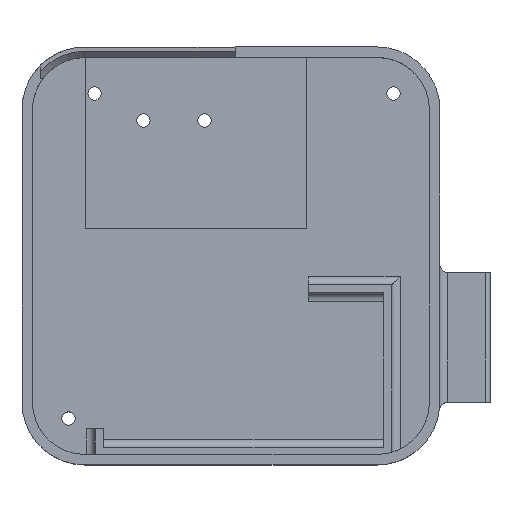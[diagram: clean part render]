
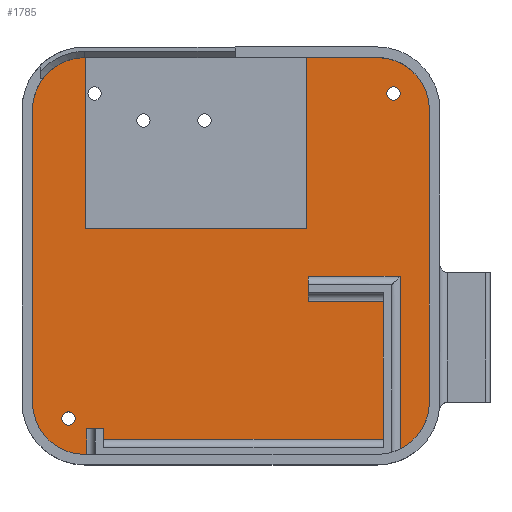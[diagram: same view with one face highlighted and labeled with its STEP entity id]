
A CAD part, top view. The second image highlights one B-rep face of the part: STEP entity #1785.
In plain terms, the highlighted planar face has unit normal (0, 0, 1).
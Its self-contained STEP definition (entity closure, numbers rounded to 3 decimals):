
#22=FACE_BOUND('',#237,.T.);
#23=FACE_BOUND('',#238,.T.);
#24=FACE_BOUND('',#239,.T.);
#138=FACE_OUTER_BOUND('',#236,.T.);
#236=EDGE_LOOP('',(#1457,#1458,#1459,#1460,#1461,#1462,#1463,#1464,#1465,
#1466,#1467,#1468,#1469,#1470,#1471,#1472,#1473));
#237=EDGE_LOOP('',(#1474,#1475,#1476,#1477));
#238=EDGE_LOOP('',(#1478));
#239=EDGE_LOOP('',(#1479));
#323=CIRCLE('',#1939,12.5);
#324=CIRCLE('',#1940,12.5);
#325=CIRCLE('',#1941,12.5);
#326=CIRCLE('',#1942,12.5);
#327=CIRCLE('',#1943,1.6);
#328=CIRCLE('',#1944,1.6);
#443=LINE('',#2903,#623);
#447=LINE('',#2911,#627);
#450=LINE('',#2917,#630);
#453=LINE('',#2922,#633);
#456=LINE('',#2935,#636);
#461=LINE('',#2950,#641);
#462=LINE('',#2953,#642);
#466=LINE('',#2963,#646);
#467=LINE('',#2967,#647);
#468=LINE('',#2971,#648);
#469=LINE('',#2975,#649);
#470=LINE('',#2979,#650);
#471=LINE('',#2981,#651);
#472=LINE('',#2983,#652);
#473=LINE('',#2985,#653);
#474=LINE('',#2986,#654);
#475=LINE('',#2987,#655);
#623=VECTOR('',#2275,10.);
#627=VECTOR('',#2281,10.);
#630=VECTOR('',#2286,10.);
#633=VECTOR('',#2291,10.);
#636=VECTOR('',#2304,10.);
#641=VECTOR('',#2317,10.);
#642=VECTOR('',#2320,10.);
#646=VECTOR('',#2328,10.);
#647=VECTOR('',#2331,10.);
#648=VECTOR('',#2334,10.);
#649=VECTOR('',#2337,10.);
#650=VECTOR('',#2340,10.);
#651=VECTOR('',#2341,10.);
#652=VECTOR('',#2342,10.);
#653=VECTOR('',#2343,10.);
#654=VECTOR('',#2344,10.);
#655=VECTOR('',#2345,10.);
#807=VERTEX_POINT('',#2901);
#808=VERTEX_POINT('',#2902);
#811=VERTEX_POINT('',#2910);
#813=VERTEX_POINT('',#2916);
#816=VERTEX_POINT('',#2928);
#819=VERTEX_POINT('',#2933);
#823=VERTEX_POINT('',#2944);
#825=VERTEX_POINT('',#2948);
#826=VERTEX_POINT('',#2952);
#830=VERTEX_POINT('',#2962);
#831=VERTEX_POINT('',#2964);
#832=VERTEX_POINT('',#2966);
#833=VERTEX_POINT('',#2968);
#834=VERTEX_POINT('',#2970);
#835=VERTEX_POINT('',#2972);
#836=VERTEX_POINT('',#2974);
#837=VERTEX_POINT('',#2976);
#838=VERTEX_POINT('',#2978);
#839=VERTEX_POINT('',#2980);
#840=VERTEX_POINT('',#2982);
#841=VERTEX_POINT('',#2984);
#842=VERTEX_POINT('',#2988);
#843=VERTEX_POINT('',#2990);
#1027=EDGE_CURVE('',#807,#808,#443,.T.);
#1031=EDGE_CURVE('',#811,#807,#447,.T.);
#1034=EDGE_CURVE('',#813,#811,#450,.T.);
#1037=EDGE_CURVE('',#808,#813,#453,.T.);
#1043=EDGE_CURVE('',#819,#816,#456,.T.);
#1050=EDGE_CURVE('',#825,#823,#461,.T.);
#1051=EDGE_CURVE('',#826,#823,#462,.T.);
#1056=EDGE_CURVE('',#830,#819,#466,.T.);
#1057=EDGE_CURVE('',#830,#831,#323,.T.);
#1058=EDGE_CURVE('',#831,#832,#467,.T.);
#1059=EDGE_CURVE('',#832,#833,#324,.T.);
#1060=EDGE_CURVE('',#833,#834,#468,.T.);
#1061=EDGE_CURVE('',#834,#835,#325,.T.);
#1062=EDGE_CURVE('',#835,#836,#469,.T.);
#1063=EDGE_CURVE('',#836,#837,#326,.T.);
#1064=EDGE_CURVE('',#837,#838,#470,.T.);
#1065=EDGE_CURVE('',#839,#838,#471,.T.);
#1066=EDGE_CURVE('',#839,#840,#472,.T.);
#1067=EDGE_CURVE('',#840,#841,#473,.T.);
#1068=EDGE_CURVE('',#826,#841,#474,.T.);
#1069=EDGE_CURVE('',#825,#816,#475,.T.);
#1070=EDGE_CURVE('',#842,#842,#327,.T.);
#1071=EDGE_CURVE('',#843,#843,#328,.T.);
#1457=ORIENTED_EDGE('',*,*,#1056,.F.);
#1458=ORIENTED_EDGE('',*,*,#1057,.T.);
#1459=ORIENTED_EDGE('',*,*,#1058,.T.);
#1460=ORIENTED_EDGE('',*,*,#1059,.T.);
#1461=ORIENTED_EDGE('',*,*,#1060,.T.);
#1462=ORIENTED_EDGE('',*,*,#1061,.T.);
#1463=ORIENTED_EDGE('',*,*,#1062,.T.);
#1464=ORIENTED_EDGE('',*,*,#1063,.T.);
#1465=ORIENTED_EDGE('',*,*,#1064,.T.);
#1466=ORIENTED_EDGE('',*,*,#1065,.F.);
#1467=ORIENTED_EDGE('',*,*,#1066,.T.);
#1468=ORIENTED_EDGE('',*,*,#1067,.T.);
#1469=ORIENTED_EDGE('',*,*,#1068,.F.);
#1470=ORIENTED_EDGE('',*,*,#1051,.T.);
#1471=ORIENTED_EDGE('',*,*,#1050,.F.);
#1472=ORIENTED_EDGE('',*,*,#1069,.T.);
#1473=ORIENTED_EDGE('',*,*,#1043,.F.);
#1474=ORIENTED_EDGE('',*,*,#1027,.T.);
#1475=ORIENTED_EDGE('',*,*,#1037,.T.);
#1476=ORIENTED_EDGE('',*,*,#1034,.T.);
#1477=ORIENTED_EDGE('',*,*,#1031,.T.);
#1478=ORIENTED_EDGE('',*,*,#1070,.T.);
#1479=ORIENTED_EDGE('',*,*,#1071,.T.);
#1705=PLANE('',#1938);
#1785=ADVANCED_FACE('',(#138,#22,#23,#24),#1705,.T.);
#1938=AXIS2_PLACEMENT_3D('',#2961,#2326,#2327);
#1939=AXIS2_PLACEMENT_3D('',#2965,#2329,#2330);
#1940=AXIS2_PLACEMENT_3D('',#2969,#2332,#2333);
#1941=AXIS2_PLACEMENT_3D('',#2973,#2335,#2336);
#1942=AXIS2_PLACEMENT_3D('',#2977,#2338,#2339);
#1943=AXIS2_PLACEMENT_3D('',#2989,#2346,#2347);
#1944=AXIS2_PLACEMENT_3D('',#2991,#2348,#2349);
#2275=DIRECTION('',(0.,-1.,0.));
#2281=DIRECTION('',(1.,0.,0.));
#2286=DIRECTION('',(0.,1.,0.));
#2291=DIRECTION('',(-1.,0.,0.));
#2304=DIRECTION('',(-1.,0.,0.));
#2317=DIRECTION('',(1.,0.,0.));
#2320=DIRECTION('',(0.,1.,0.));
#2326=DIRECTION('center_axis',(0.,0.,1.));
#2327=DIRECTION('ref_axis',(1.,0.,0.));
#2328=DIRECTION('',(0.,1.,0.));
#2329=DIRECTION('center_axis',(0.,0.,1.));
#2330=DIRECTION('ref_axis',(0.,-1.,0.));
#2331=DIRECTION('',(0.,1.,0.));
#2332=DIRECTION('center_axis',(0.,0.,1.));
#2333=DIRECTION('ref_axis',(1.,0.,0.));
#2334=DIRECTION('',(-1.,0.,0.));
#2335=DIRECTION('center_axis',(0.,0.,1.));
#2336=DIRECTION('ref_axis',(0.,1.,0.));
#2337=DIRECTION('',(0.,-1.,0.));
#2338=DIRECTION('center_axis',(0.,0.,1.));
#2339=DIRECTION('ref_axis',(-1.,0.,0.));
#2340=DIRECTION('',(1.,0.,0.));
#2341=DIRECTION('',(0.,-1.,0.));
#2342=DIRECTION('',(1.,0.,0.));
#2343=DIRECTION('',(0.,-1.,0.));
#2344=DIRECTION('',(-1.,0.,0.));
#2345=DIRECTION('',(0.,1.,0.));
#2346=DIRECTION('center_axis',(0.,0.,-1.));
#2347=DIRECTION('ref_axis',(1.,0.,0.));
#2348=DIRECTION('center_axis',(0.,0.,-1.));
#2349=DIRECTION('ref_axis',(1.,0.,0.));
#2901=CARTESIAN_POINT('',(68.2,97.498,0.));
#2902=CARTESIAN_POINT('',(68.2,56.498,0.));
#2903=CARTESIAN_POINT('',(68.2,73.749,0.));
#2910=CARTESIAN_POINT('',(15.2,97.498,0.));
#2911=CARTESIAN_POINT('',(32.6,97.498,0.));
#2916=CARTESIAN_POINT('',(15.2,56.498,0.));
#2917=CARTESIAN_POINT('',(15.2,53.249,0.));
#2922=CARTESIAN_POINT('',(59.1,56.498,0.));
#2928=CARTESIAN_POINT('',(68.5,45.2,0.));
#2933=CARTESIAN_POINT('',(90.5,45.2,0.));
#2935=CARTESIAN_POINT('',(69.25,45.2,0.));
#2944=CARTESIAN_POINT('',(86.5,39.2,0.));
#2948=CARTESIAN_POINT('',(68.5,39.2,0.));
#2950=CARTESIAN_POINT('',(59.25,39.2,0.));
#2952=CARTESIAN_POINT('',(86.5,6.2,0.));
#2953=CARTESIAN_POINT('',(86.5,45.6,0.));
#2961=CARTESIAN_POINT('Origin',(50.,50.,0.));
#2962=CARTESIAN_POINT('',(90.5,3.775,0.));
#2963=CARTESIAN_POINT('',(90.5,26.1,0.));
#2964=CARTESIAN_POINT('',(97.5,15.,0.));
#2965=CARTESIAN_POINT('Origin',(85.,15.,0.));
#2966=CARTESIAN_POINT('',(97.5,85.,0.));
#2967=CARTESIAN_POINT('',(97.5,67.5,0.));
#2968=CARTESIAN_POINT('',(85.,97.5,0.));
#2969=CARTESIAN_POINT('Origin',(85.,85.,0.));
#2970=CARTESIAN_POINT('',(15.,97.5,0.));
#2971=CARTESIAN_POINT('',(32.5,97.5,0.));
#2972=CARTESIAN_POINT('',(2.5,85.,0.));
#2973=CARTESIAN_POINT('Origin',(15.,85.,0.));
#2974=CARTESIAN_POINT('',(2.5,15.,0.));
#2975=CARTESIAN_POINT('',(2.5,32.5,0.));
#2976=CARTESIAN_POINT('',(15.,2.5,0.));
#2977=CARTESIAN_POINT('Origin',(15.,15.,0.));
#2978=CARTESIAN_POINT('',(15.5,2.5,0.));
#2979=CARTESIAN_POINT('',(67.5,2.5,0.));
#2980=CARTESIAN_POINT('',(15.5,8.709,0.));
#2981=CARTESIAN_POINT('',(15.5,29.355,0.));
#2982=CARTESIAN_POINT('',(19.5,8.709,0.));
#2983=CARTESIAN_POINT('',(34.75,8.709,0.));
#2984=CARTESIAN_POINT('',(19.5,6.2,0.));
#2985=CARTESIAN_POINT('',(19.5,27.1,0.));
#2986=CARTESIAN_POINT('',(68.25,6.2,0.));
#2987=CARTESIAN_POINT('',(68.5,46.6,0.));
#2988=CARTESIAN_POINT('',(9.509,11.109,0.));
#2989=CARTESIAN_POINT('Origin',(11.109,11.109,0.));
#2990=CARTESIAN_POINT('',(87.291,88.891,0.));
#2991=CARTESIAN_POINT('Origin',(88.891,88.891,0.));
